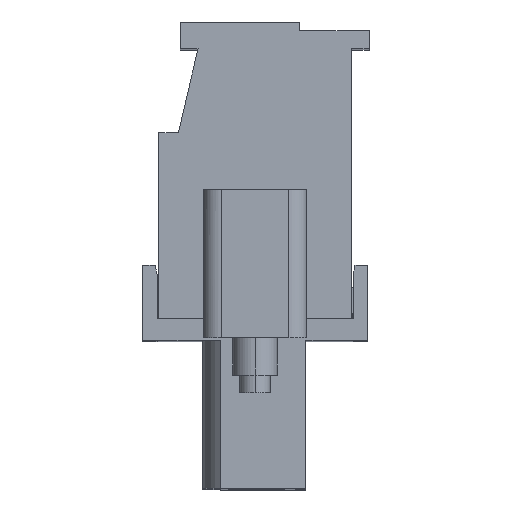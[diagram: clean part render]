
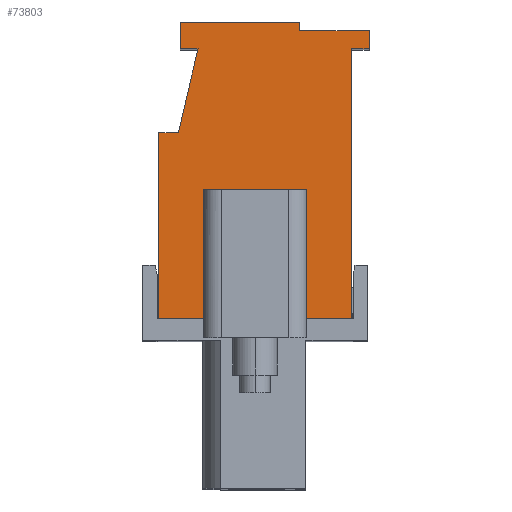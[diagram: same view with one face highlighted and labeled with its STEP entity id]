
A CAD part, top view. The second image highlights one B-rep face of the part: STEP entity #73803.
In plain terms, the highlighted planar face has unit normal (0, 0, 1).
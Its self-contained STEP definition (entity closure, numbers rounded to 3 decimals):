
#71972=CARTESIAN_POINT('',(4.944,1.145,36.661));
#71973=VERTEX_POINT('',#71972);
#71983=CARTESIAN_POINT('',(2.655,1.145,36.661));
#71984=VERTEX_POINT('',#71983);
#71985=CARTESIAN_POINT('',(4.944,1.145,36.661));
#71986=CARTESIAN_POINT('',(4.486,1.145,36.661));
#71987=CARTESIAN_POINT('',(4.029,1.145,36.661));
#71988=CARTESIAN_POINT('',(3.571,1.145,36.661));
#71989=CARTESIAN_POINT('',(3.113,1.145,36.661));
#71990=CARTESIAN_POINT('',(2.655,1.145,36.661));
#71991=B_SPLINE_CURVE_WITH_KNOTS('',5,(#71985,#71986,#71987,#71988,#71989,#71990),.UNSPECIFIED.,.F.,.U.,(6,6),(0.,2.5),.UNSPECIFIED.);
#71992=EDGE_CURVE('',#71973,#71984,#71991,.T.);
#72016=CARTESIAN_POINT('',(-2.655,1.145,36.661));
#72017=VERTEX_POINT('',#72016);
#72027=CARTESIAN_POINT('',(-4.944,1.145,36.661));
#72028=VERTEX_POINT('',#72027);
#72029=CARTESIAN_POINT('',(-2.655,1.145,36.661));
#72030=CARTESIAN_POINT('',(-3.113,1.145,36.661));
#72031=CARTESIAN_POINT('',(-3.571,1.145,36.661));
#72032=CARTESIAN_POINT('',(-4.029,1.145,36.661));
#72033=CARTESIAN_POINT('',(-4.486,1.145,36.661));
#72034=CARTESIAN_POINT('',(-4.944,1.145,36.661));
#72035=B_SPLINE_CURVE_WITH_KNOTS('',5,(#72029,#72030,#72031,#72032,#72033,#72034),.UNSPECIFIED.,.F.,.U.,(6,6),(0.,2.5),.UNSPECIFIED.);
#72036=EDGE_CURVE('',#72017,#72028,#72035,.T.);
#72661=CARTESIAN_POINT('',(-4.944,10.667,36.661));
#72662=VERTEX_POINT('',#72661);
#72663=CARTESIAN_POINT('',(-4.944,1.145,36.661));
#72664=CARTESIAN_POINT('',(-4.944,3.049,36.661));
#72665=CARTESIAN_POINT('',(-4.944,4.953,36.661));
#72666=CARTESIAN_POINT('',(-4.944,6.858,36.661));
#72667=CARTESIAN_POINT('',(-4.944,8.762,36.661));
#72668=CARTESIAN_POINT('',(-4.944,10.667,36.661));
#72669=B_SPLINE_CURVE_WITH_KNOTS('',5,(#72663,#72664,#72665,#72666,#72667,#72668),.UNSPECIFIED.,.F.,.U.,(6,6),(0.,10.4),.UNSPECIFIED.);
#72670=EDGE_CURVE('',#72028,#72662,#72669,.T.);
#72887=CARTESIAN_POINT('',(4.944,14.97,36.661));
#72888=VERTEX_POINT('',#72887);
#72889=CARTESIAN_POINT('',(4.944,14.97,36.661));
#72890=CARTESIAN_POINT('',(4.944,12.205,36.661));
#72891=CARTESIAN_POINT('',(4.944,9.44,36.661));
#72892=CARTESIAN_POINT('',(4.944,6.675,36.661));
#72893=CARTESIAN_POINT('',(4.944,3.91,36.661));
#72894=CARTESIAN_POINT('',(4.944,1.145,36.661));
#72895=B_SPLINE_CURVE_WITH_KNOTS('',5,(#72889,#72890,#72891,#72892,#72893,#72894),.UNSPECIFIED.,.F.,.U.,(6,6),(0.,15.1),.UNSPECIFIED.);
#72896=EDGE_CURVE('',#72888,#71973,#72895,.T.);
#73041=CARTESIAN_POINT('',(-3.937,10.667,36.661));
#73042=VERTEX_POINT('',#73041);
#73043=CARTESIAN_POINT('',(-4.944,10.667,36.661));
#73044=CARTESIAN_POINT('',(-4.743,10.667,36.661));
#73045=CARTESIAN_POINT('',(-4.541,10.667,36.661));
#73046=CARTESIAN_POINT('',(-4.34,10.667,36.661));
#73047=CARTESIAN_POINT('',(-4.139,10.667,36.661));
#73048=CARTESIAN_POINT('',(-3.937,10.667,36.661));
#73049=B_SPLINE_CURVE_WITH_KNOTS('',5,(#73043,#73044,#73045,#73046,#73047,#73048),.UNSPECIFIED.,.F.,.U.,(6,6),(0.,1.1),.UNSPECIFIED.);
#73050=EDGE_CURVE('',#72662,#73042,#73049,.T.);
#73071=CARTESIAN_POINT('',(-2.93,14.97,36.661));
#73072=VERTEX_POINT('',#73071);
#73073=CARTESIAN_POINT('',(-3.937,10.667,36.661));
#73074=CARTESIAN_POINT('',(-3.736,11.528,36.661));
#73075=CARTESIAN_POINT('',(-3.534,12.388,36.661));
#73076=CARTESIAN_POINT('',(-3.333,13.249,36.661));
#73077=CARTESIAN_POINT('',(-3.131,14.11,36.661));
#73078=CARTESIAN_POINT('',(-2.93,14.97,36.661));
#73079=B_SPLINE_CURVE_WITH_KNOTS('',5,(#73073,#73074,#73075,#73076,#73077,#73078),.UNSPECIFIED.,.F.,.U.,(6,6),(0.,4.827),.UNSPECIFIED.);
#73080=EDGE_CURVE('',#73042,#73072,#73079,.T.);
#73101=CARTESIAN_POINT('',(-3.846,14.97,36.661));
#73102=VERTEX_POINT('',#73101);
#73103=CARTESIAN_POINT('',(-2.93,14.97,36.661));
#73104=CARTESIAN_POINT('',(-3.113,14.97,36.661));
#73105=CARTESIAN_POINT('',(-3.296,14.97,36.661));
#73106=CARTESIAN_POINT('',(-3.479,14.97,36.661));
#73107=CARTESIAN_POINT('',(-3.662,14.97,36.661));
#73108=CARTESIAN_POINT('',(-3.846,14.97,36.661));
#73109=B_SPLINE_CURVE_WITH_KNOTS('',5,(#73103,#73104,#73105,#73106,#73107,#73108),.UNSPECIFIED.,.F.,.U.,(6,6),(0.,1.),.UNSPECIFIED.);
#73110=EDGE_CURVE('',#73072,#73102,#73109,.T.);
#73131=CARTESIAN_POINT('',(-3.846,16.344,36.661));
#73132=VERTEX_POINT('',#73131);
#73133=CARTESIAN_POINT('',(-3.846,14.97,36.661));
#73134=CARTESIAN_POINT('',(-3.846,15.245,36.661));
#73135=CARTESIAN_POINT('',(-3.846,15.52,36.661));
#73136=CARTESIAN_POINT('',(-3.846,15.794,36.661));
#73137=CARTESIAN_POINT('',(-3.846,16.069,36.661));
#73138=CARTESIAN_POINT('',(-3.846,16.344,36.661));
#73139=B_SPLINE_CURVE_WITH_KNOTS('',5,(#73133,#73134,#73135,#73136,#73137,#73138),.UNSPECIFIED.,.F.,.U.,(6,6),(0.,1.5),.UNSPECIFIED.);
#73140=EDGE_CURVE('',#73102,#73132,#73139,.T.);
#73161=CARTESIAN_POINT('',(2.289,16.344,36.661));
#73162=VERTEX_POINT('',#73161);
#73163=CARTESIAN_POINT('',(-3.846,16.344,36.661));
#73164=CARTESIAN_POINT('',(-2.619,16.344,36.661));
#73165=CARTESIAN_POINT('',(-1.392,16.344,36.661));
#73166=CARTESIAN_POINT('',(-0.165,16.344,36.661));
#73167=CARTESIAN_POINT('',(1.062,16.344,36.661));
#73168=CARTESIAN_POINT('',(2.289,16.344,36.661));
#73169=B_SPLINE_CURVE_WITH_KNOTS('',5,(#73163,#73164,#73165,#73166,#73167,#73168),.UNSPECIFIED.,.F.,.U.,(6,6),(0.,6.7),.UNSPECIFIED.);
#73170=EDGE_CURVE('',#73132,#73162,#73169,.T.);
#73417=CARTESIAN_POINT('',(2.289,15.886,36.661));
#73418=VERTEX_POINT('',#73417);
#73419=CARTESIAN_POINT('',(2.289,16.344,36.661));
#73420=CARTESIAN_POINT('',(2.289,16.252,36.661));
#73421=CARTESIAN_POINT('',(2.289,16.161,36.661));
#73422=CARTESIAN_POINT('',(2.289,16.069,36.661));
#73423=CARTESIAN_POINT('',(2.289,15.977,36.661));
#73424=CARTESIAN_POINT('',(2.289,15.886,36.661));
#73425=B_SPLINE_CURVE_WITH_KNOTS('',5,(#73419,#73420,#73421,#73422,#73423,#73424),.UNSPECIFIED.,.F.,.U.,(6,6),(0.,0.5),.UNSPECIFIED.);
#73426=EDGE_CURVE('',#73162,#73418,#73425,.T.);
#73447=CARTESIAN_POINT('',(5.86,15.886,36.661));
#73448=VERTEX_POINT('',#73447);
#73449=CARTESIAN_POINT('',(2.289,15.886,36.661));
#73450=CARTESIAN_POINT('',(3.003,15.886,36.661));
#73451=CARTESIAN_POINT('',(3.717,15.886,36.661));
#73452=CARTESIAN_POINT('',(4.432,15.886,36.661));
#73453=CARTESIAN_POINT('',(5.146,15.886,36.661));
#73454=CARTESIAN_POINT('',(5.86,15.886,36.661));
#73455=B_SPLINE_CURVE_WITH_KNOTS('',5,(#73449,#73450,#73451,#73452,#73453,#73454),.UNSPECIFIED.,.F.,.U.,(6,6),(0.,3.9),.UNSPECIFIED.);
#73456=EDGE_CURVE('',#73418,#73448,#73455,.T.);
#73477=CARTESIAN_POINT('',(5.86,14.97,36.661));
#73478=VERTEX_POINT('',#73477);
#73479=CARTESIAN_POINT('',(5.86,15.886,36.661));
#73480=CARTESIAN_POINT('',(5.86,15.703,36.661));
#73481=CARTESIAN_POINT('',(5.86,15.52,36.661));
#73482=CARTESIAN_POINT('',(5.86,15.336,36.661));
#73483=CARTESIAN_POINT('',(5.86,15.153,36.661));
#73484=CARTESIAN_POINT('',(5.86,14.97,36.661));
#73485=B_SPLINE_CURVE_WITH_KNOTS('',5,(#73479,#73480,#73481,#73482,#73483,#73484),.UNSPECIFIED.,.F.,.U.,(6,6),(0.,1.),.UNSPECIFIED.);
#73486=EDGE_CURVE('',#73448,#73478,#73485,.T.);
#73507=CARTESIAN_POINT('',(5.86,14.97,36.661));
#73508=CARTESIAN_POINT('',(5.677,14.97,36.661));
#73509=CARTESIAN_POINT('',(5.494,14.97,36.661));
#73510=CARTESIAN_POINT('',(5.311,14.97,36.661));
#73511=CARTESIAN_POINT('',(5.127,14.97,36.661));
#73512=CARTESIAN_POINT('',(4.944,14.97,36.661));
#73513=B_SPLINE_CURVE_WITH_KNOTS('',5,(#73507,#73508,#73509,#73510,#73511,#73512),.UNSPECIFIED.,.F.,.U.,(6,6),(0.,1.),.UNSPECIFIED.);
#73514=EDGE_CURVE('',#73478,#72888,#73513,.T.);
#73752=CARTESIAN_POINT('',(0.458,8.744,36.661));
#73753=DIRECTION('',(-1.,0.,0.));
#73754=DIRECTION('',(0.,0.,1.));
#73755=AXIS2_PLACEMENT_3D('',#73752,#73754,#73753);
#73756=PLANE('',#73755);
#73757=CARTESIAN_POINT('',(2.655,7.737,36.661));
#73758=VERTEX_POINT('',#73757);
#73759=CARTESIAN_POINT('',(2.655,7.737,36.661));
#73760=CARTESIAN_POINT('',(2.655,6.418,36.661));
#73761=CARTESIAN_POINT('',(2.655,5.1,36.661));
#73762=CARTESIAN_POINT('',(2.655,3.781,36.661));
#73763=CARTESIAN_POINT('',(2.655,2.463,36.661));
#73764=CARTESIAN_POINT('',(2.655,1.145,36.661));
#73765=B_SPLINE_CURVE_WITH_KNOTS('',5,(#73759,#73760,#73761,#73762,#73763,#73764),.UNSPECIFIED.,.F.,.U.,(6,6),(0.,7.2),.UNSPECIFIED.);
#73766=EDGE_CURVE('',#73758,#71984,#73765,.T.);
#73767=ORIENTED_EDGE('',*,*,#73766,.T.);
#73768=ORIENTED_EDGE('',*,*,#71992,.F.);
#73769=ORIENTED_EDGE('',*,*,#72896,.F.);
#73770=ORIENTED_EDGE('',*,*,#73514,.F.);
#73771=ORIENTED_EDGE('',*,*,#73486,.F.);
#73772=ORIENTED_EDGE('',*,*,#73456,.F.);
#73773=ORIENTED_EDGE('',*,*,#73426,.F.);
#73774=ORIENTED_EDGE('',*,*,#73170,.F.);
#73775=ORIENTED_EDGE('',*,*,#73140,.F.);
#73776=ORIENTED_EDGE('',*,*,#73110,.F.);
#73777=ORIENTED_EDGE('',*,*,#73080,.F.);
#73778=ORIENTED_EDGE('',*,*,#73050,.F.);
#73779=ORIENTED_EDGE('',*,*,#72670,.F.);
#73780=ORIENTED_EDGE('',*,*,#72036,.F.);
#73781=CARTESIAN_POINT('',(-2.655,7.737,36.661));
#73782=VERTEX_POINT('',#73781);
#73783=CARTESIAN_POINT('',(-2.655,1.145,36.661));
#73784=CARTESIAN_POINT('',(-2.655,2.463,36.661));
#73785=CARTESIAN_POINT('',(-2.655,3.781,36.661));
#73786=CARTESIAN_POINT('',(-2.655,5.1,36.661));
#73787=CARTESIAN_POINT('',(-2.655,6.418,36.661));
#73788=CARTESIAN_POINT('',(-2.655,7.737,36.661));
#73789=B_SPLINE_CURVE_WITH_KNOTS('',5,(#73783,#73784,#73785,#73786,#73787,#73788),.UNSPECIFIED.,.F.,.U.,(6,6),(0.,7.2),.UNSPECIFIED.);
#73790=EDGE_CURVE('',#72017,#73782,#73789,.T.);
#73791=ORIENTED_EDGE('',*,*,#73790,.T.);
#73792=CARTESIAN_POINT('',(-2.655,7.737,36.661));
#73793=CARTESIAN_POINT('',(-1.593,7.737,36.661));
#73794=CARTESIAN_POINT('',(-0.531,7.737,36.661));
#73795=CARTESIAN_POINT('',(0.531,7.737,36.661));
#73796=CARTESIAN_POINT('',(1.593,7.737,36.661));
#73797=CARTESIAN_POINT('',(2.655,7.737,36.661));
#73798=B_SPLINE_CURVE_WITH_KNOTS('',5,(#73792,#73793,#73794,#73795,#73796,#73797),.UNSPECIFIED.,.F.,.U.,(6,6),(0.,5.8),.UNSPECIFIED.);
#73799=EDGE_CURVE('',#73782,#73758,#73798,.T.);
#73800=ORIENTED_EDGE('',*,*,#73799,.T.);
#73801=EDGE_LOOP('',(#73767,#73768,#73769,#73770,#73771,#73772,#73773,#73774,#73775,#73776,#73777,#73778,#73779,#73780,#73791,#73800));
#73802=FACE_OUTER_BOUND('',#73801,.T.);
#73803=ADVANCED_FACE('',(#73802),#73756,.T.);
